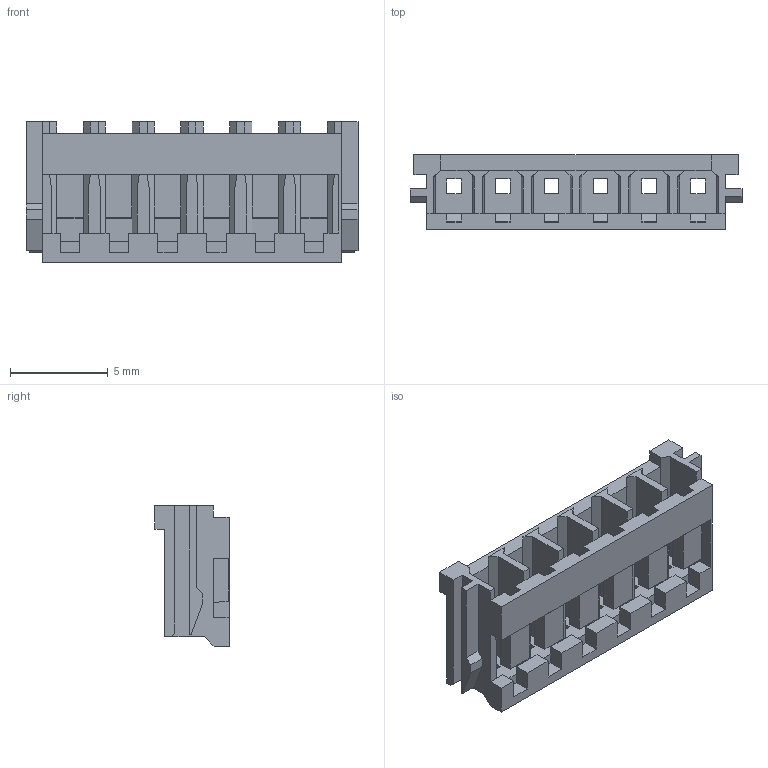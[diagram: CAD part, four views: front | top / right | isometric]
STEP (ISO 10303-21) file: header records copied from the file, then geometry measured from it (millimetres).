
FILE_DESCRIPTION( ( 'Unknown' ), '1' );
FILE_NAME( '688006113322.stp', 'Unknown', ( 'Unknown' ), ( 'Unknown' ), 'PSStep 21.0.46', 'Unknown', ' ' );
FILE_SCHEMA( ( 'AUTOMOTIVE_DESIGN { 1 0 10303 214 1 1 1 1 }' ) );
Length unit declared in the file: millimetre
Products named in the file (2): Assem1; 688006113322
Assembly tree (1 placements, depth 2):
  Assem1
    688006113322
Bounding box: 17 x 3.8 x 7.2 mm (x, y, z)
Volume: 152.1 mm3; surface area: 746.8 mm2
Topology: 1 solids, 1 shells, 299 faces, 819 edges, 510 vertices
Faces by surface type: plane 299
Entity records: 11607 total; most frequent: ORIENTED_EDGE 1638, CARTESIAN_POINT 1630, DIRECTION 1421, EDGE_CURVE 819, LINE 819, VECTOR 819, VERTEX_POINT 510, EDGE_LOOP 311
